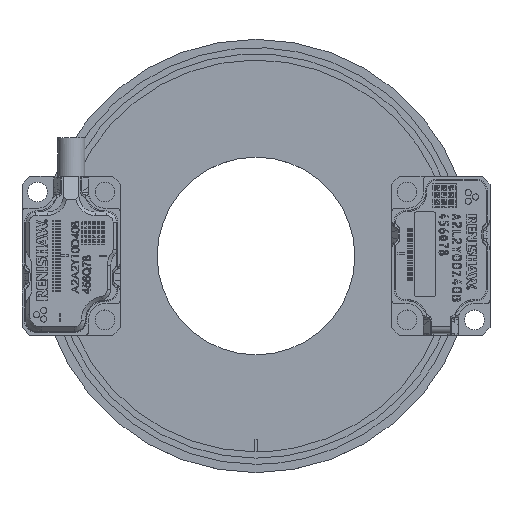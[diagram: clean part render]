
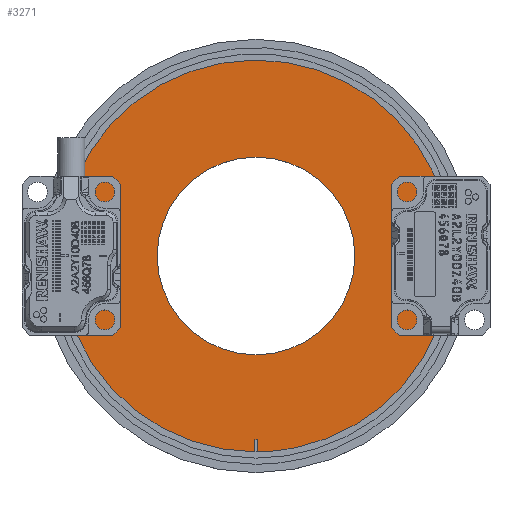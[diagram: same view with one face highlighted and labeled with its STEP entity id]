
A CAD part, top view. The second image highlights one B-rep face of the part: STEP entity #3271.
In plain terms, the highlighted planar face has unit normal (0, 0, 1).
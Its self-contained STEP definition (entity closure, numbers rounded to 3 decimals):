
#3271=ADVANCED_FACE('',(#12713,#12714),#5046,.T.);
#5046=PLANE('',#36152);
#5985=CIRCLE('',#36149,12.75);
#12713=FACE_BOUND('',#13694,.T.);
#12714=FACE_BOUND('',#13695,.T.);
#13694=EDGE_LOOP('',(#18603,#18604,#18605,#18606));
#13695=EDGE_LOOP('',(#18607));
#18603=ORIENTED_EDGE('',*,*,#30469,.F.);
#18604=ORIENTED_EDGE('',*,*,#30473,.F.);
#18605=ORIENTED_EDGE('',*,*,#30471,.F.);
#18606=ORIENTED_EDGE('',*,*,#30470,.F.);
#18607=ORIENTED_EDGE('',*,*,#30477,.F.);
#26460=VERTEX_POINT('',#52825);
#26461=VERTEX_POINT('',#52826);
#26462=VERTEX_POINT('',#52831);
#26463=VERTEX_POINT('',#52836);
#26468=VERTEX_POINT('',#52921);
#30469=EDGE_CURVE('',#26460,#26462,#34510,.T.);
#30470=EDGE_CURVE('',#26462,#26463,#34511,.T.);
#30471=EDGE_CURVE('',#26463,#26461,#34512,.T.);
#30473=EDGE_CURVE('',#26461,#26460,#34514,.T.);
#30477=EDGE_CURVE('',#26468,#26468,#5985,.T.);
#34510=B_SPLINE_CURVE_WITH_KNOTS('',3,(#52827,#52828,#52829,#52830),
 .UNSPECIFIED.,.F.,.F.,(4,4),(0.,1.),.UNSPECIFIED.);
#34511=B_SPLINE_CURVE_WITH_KNOTS('',3,(#52832,#52833,#52834,#52835),
 .UNSPECIFIED.,.F.,.F.,(4,4),(0.,1.),.UNSPECIFIED.);
#34512=B_SPLINE_CURVE_WITH_KNOTS('',3,(#52837,#52838,#52839,#52840),
 .UNSPECIFIED.,.F.,.F.,(4,4),(0.,1.),.UNSPECIFIED.);
#34514=B_SPLINE_CURVE_WITH_KNOTS('',3,(#52868,#52869,#52870,#52871,#52872,
#52873,#52874,#52875,#52876,#52877,#52878,#52879,#52880,#52881,#52882,#52883,
#52884,#52885),.UNSPECIFIED.,.F.,.F.,(4,2,2,2,2,2,2,2,4),(0.,0.125,0.25,
0.375,0.5,0.625,0.75,0.875,1.),.UNSPECIFIED.);
#36149=AXIS2_PLACEMENT_3D('',#52920,#40329,#40330);
#36152=AXIS2_PLACEMENT_3D('',#52924,#40335,#40336);
#40329=DIRECTION('',(0.,0.,1.));
#40330=DIRECTION('',(0.,-1.,0.));
#40335=DIRECTION('',(0.,0.,1.));
#40336=DIRECTION('',(1.,0.,0.));
#52825=CARTESIAN_POINT('',(30.363,-15.025,47.5));
#52826=CARTESIAN_POINT('',(30.013,-15.025,47.5));
#52827=CARTESIAN_POINT('',(30.363,-15.025,47.5));
#52828=CARTESIAN_POINT('',(30.363,-14.492,47.5));
#52829=CARTESIAN_POINT('',(30.363,-13.959,47.5));
#52830=CARTESIAN_POINT('',(30.363,-13.426,47.5));
#52831=CARTESIAN_POINT('',(30.363,-13.426,47.5));
#52832=CARTESIAN_POINT('',(30.363,-13.426,47.5));
#52833=CARTESIAN_POINT('',(30.246,-13.426,47.5));
#52834=CARTESIAN_POINT('',(30.13,-13.426,47.5));
#52835=CARTESIAN_POINT('',(30.013,-13.426,47.5));
#52836=CARTESIAN_POINT('',(30.013,-13.426,47.5));
#52837=CARTESIAN_POINT('',(30.013,-13.426,47.5));
#52838=CARTESIAN_POINT('',(30.013,-13.959,47.5));
#52839=CARTESIAN_POINT('',(30.013,-14.492,47.5));
#52840=CARTESIAN_POINT('',(30.013,-15.025,47.5));
#52868=CARTESIAN_POINT('',(30.013,-15.025,47.5));
#52869=CARTESIAN_POINT('',(23.393,-14.98,47.5));
#52870=CARTESIAN_POINT('',(16.879,-12.234,47.5));
#52871=CARTESIAN_POINT('',(7.566,-2.826,47.5));
#52872=CARTESIAN_POINT('',(4.89,3.718,47.5));
#52873=CARTESIAN_POINT('',(4.935,16.957,47.5));
#52874=CARTESIAN_POINT('',(7.657,23.48,47.5));
#52875=CARTESIAN_POINT('',(17.036,32.828,47.5));
#52876=CARTESIAN_POINT('',(23.562,35.526,47.5));
#52877=CARTESIAN_POINT('',(36.814,35.526,47.5));
#52878=CARTESIAN_POINT('',(43.337,32.83,47.5));
#52879=CARTESIAN_POINT('',(52.722,23.477,47.5));
#52880=CARTESIAN_POINT('',(55.441,16.961,47.5));
#52881=CARTESIAN_POINT('',(55.487,3.714,47.5));
#52882=CARTESIAN_POINT('',(52.812,-2.823,47.5));
#52883=CARTESIAN_POINT('',(43.495,-12.237,47.5));
#52884=CARTESIAN_POINT('',(36.982,-14.98,47.5));
#52885=CARTESIAN_POINT('',(30.363,-15.025,47.5));
#52920=CARTESIAN_POINT('',(30.188,10.25,47.5));
#52921=CARTESIAN_POINT('',(30.188,-2.5,47.5));
#52924=CARTESIAN_POINT('',(30.188,10.25,47.5));
